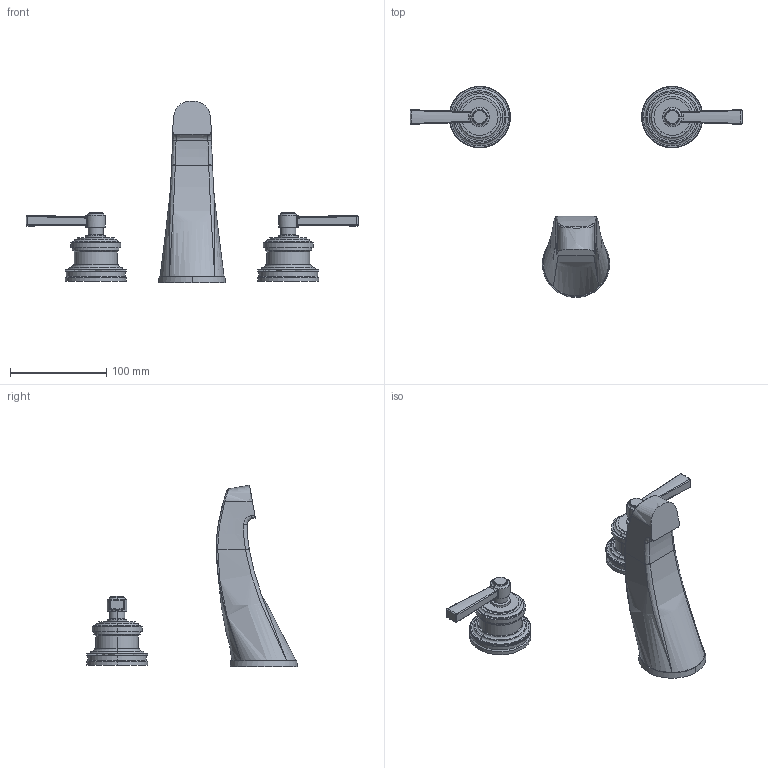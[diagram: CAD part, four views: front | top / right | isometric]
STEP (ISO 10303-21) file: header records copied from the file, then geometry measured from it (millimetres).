
FILE_DESCRIPTION((''),'2;1');
FILE_NAME('3-1625_SW0001','2020-12-01T12:15:26',('rsmith'),(''),'CREO PARAMETRIC BY PTC INC, 2018400','CREO PARAMETRIC BY PTC INC, 2018400','');
FILE_SCHEMA(('AUTOMOTIVE_DESIGN { 1 0 10303 214 1 1 1 1 }'));
Products named in the file (1): 3-1625_SW0001
Bounding box: 344.78 x 219.07 x 188.69 mm (x, y, z)
Volume: 592972.6 mm3; surface area: 74394.6 mm2
Topology: 3 solids, 3 shells, 1295 faces, 3688 edges, 2426 vertices
Faces by surface type: plane 760, cylinder 416, bspline 77, torus 24, cone 10, sphere 8
Entity records: 66553 total; most frequent: CARTESIAN_POINT 11188, ORIENTED_EDGE 7376, DIRECTION 6890, PRESENTATION_STYLE_ASSIGNMENT 4951, STYLED_ITEM 3691, CURVE_STYLE 3688, EDGE_CURVE 3688, VECTOR 2602
